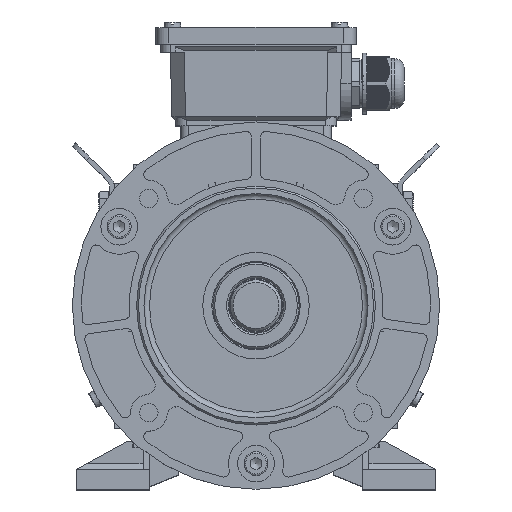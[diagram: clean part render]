
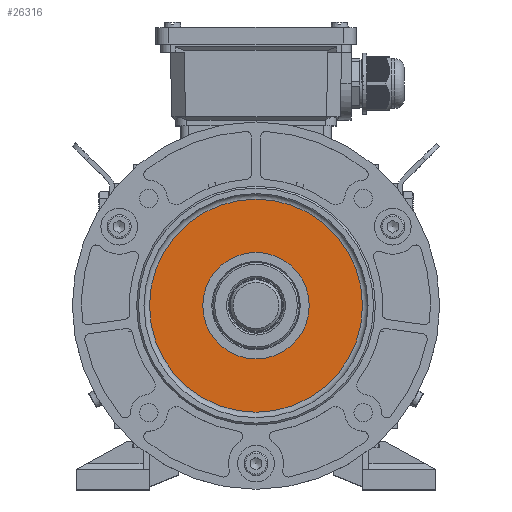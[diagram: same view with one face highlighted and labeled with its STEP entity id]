
A CAD part, top view. The second image highlights one B-rep face of the part: STEP entity #26316.
In plain terms, the highlighted planar face has unit normal (0, 0, 1).
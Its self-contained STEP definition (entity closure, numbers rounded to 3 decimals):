
#6926=PLANE('',#94176);
#26316=ADVANCED_FACE('',(#32426,#32427),#6926,.F.);
#32426=FACE_BOUND('',#36762,.T.);
#32427=FACE_BOUND('',#36763,.T.);
#36762=EDGE_LOOP('',(#55517));
#36763=EDGE_LOOP('',(#55518));
#55517=ORIENTED_EDGE('',*,*,#80839,.F.);
#55518=ORIENTED_EDGE('',*,*,#80838,.T.);
#69572=VERTEX_POINT('',#145879);
#69573=VERTEX_POINT('',#145882);
#80838=EDGE_CURVE('',#69572,#69572,#87626,.T.);
#80839=EDGE_CURVE('',#69573,#69573,#87627,.T.);
#87626=CIRCLE('',#94173,29.);
#87627=CIRCLE('',#94175,58.);
#94173=AXIS2_PLACEMENT_3D('',#145878,#113367,#113368);
#94175=AXIS2_PLACEMENT_3D('',#145881,#113371,#113372);
#94176=AXIS2_PLACEMENT_3D('',#145883,#113373,#113374);
#113367=DIRECTION('',(0.,0.,-1.));
#113368=DIRECTION('',(-1.,0.,0.));
#113371=DIRECTION('',(0.,0.,-1.));
#113372=DIRECTION('',(-1.,0.,0.));
#113373=DIRECTION('',(0.,0.,-1.));
#113374=DIRECTION('',(-1.,0.,0.));
#145878=CARTESIAN_POINT('',(0.,0.,231.));
#145879=CARTESIAN_POINT('',(-29.,0.,231.));
#145881=CARTESIAN_POINT('',(0.,0.,231.));
#145882=CARTESIAN_POINT('',(-58.,0.,231.));
#145883=CARTESIAN_POINT('',(0.,29.,231.));
